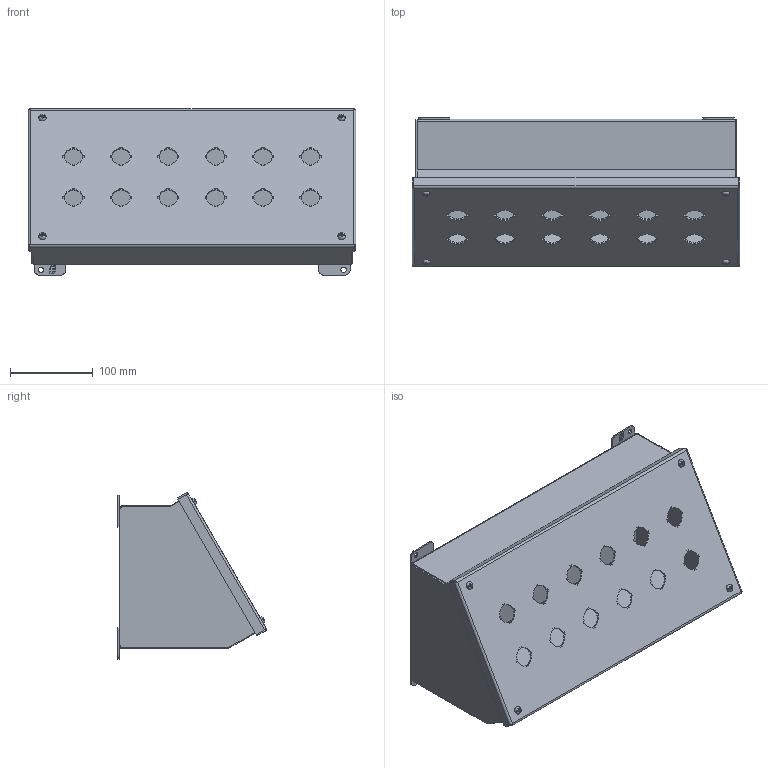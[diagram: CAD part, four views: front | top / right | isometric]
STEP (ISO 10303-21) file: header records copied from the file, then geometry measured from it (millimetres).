
FILE_DESCRIPTION (( 'STEP AP203' ), '1' );
FILE_NAME ('1490MG12_Default.step', '2019-11-12T20:31:52', ( '' ), ( '' ), 'SwSTEP 2.0', 'SolidWorks 2019', '' );
FILE_SCHEMA (( 'CONFIG_CONTROL_DESIGN' ));
Length unit declared in the file: inch
Products named in the file (1): 1490MG12_Default
Bounding box: 395.27 x 179.14 x 200.44 mm (x, y, z)
Volume: 563091.8 mm3; surface area: 630629.5 mm2
Topology: 26 solids, 26 shells, 886 faces, 2361 edges, 1555 vertices
Faces by surface type: plane 627, cylinder 221, cone 22, torus 8, bspline 8
Entity records: 28009 total; most frequent: CARTESIAN_POINT 5532, ORIENTED_EDGE 4718, DIRECTION 4532, EDGE_CURVE 2359, LINE 1750, VECTOR 1750, VERTEX_POINT 1555, AXIS2_PLACEMENT_3D 1391
